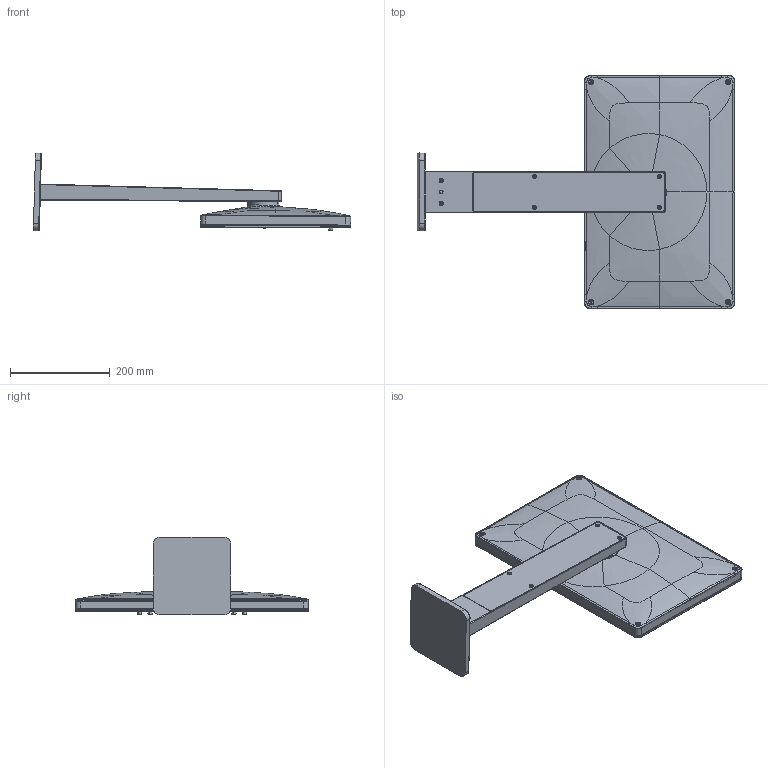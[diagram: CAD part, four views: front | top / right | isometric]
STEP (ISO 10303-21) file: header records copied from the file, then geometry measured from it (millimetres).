
FILE_DESCRIPTION(('CAx-IF Rec.Pracs.---Model Styling and Organization---1.2---2011-12-15','CAx-IF Rec.Pracs.---Geometric and Assembly Validation Properties---4.1---2014-06-16','CAx-IF Rec.Pracs.---PMI Polyline Presentation---2.0---2013-05-24'),'2;1');
FILE_NAME('1000111374_PPR_000.stp','2017-02-07T05:46:34+01:00',(''),(''),'STEP Interface 4.0.1101 by CT CoreTechnologie','3D_Evolution4.0.1101 by CT CoreTechnologie','');
FILE_SCHEMA(('AP203_CONFIGURATION_CONTROLLED_3D_DESIGN_OF_MECHANICAL_PARTS_AND_ASSEMBLIES_MIM_LF'));
Length unit declared in the file: millimetre
Products named in the file (19): P_2 AX KB 460 2jet Wand SoftCube chrom 1000111374_PPR_000_A0; P_2 KB Raindance Space 300X450 2jet nano 1000111378_PPR_000_A0; P_2 Space KB Kartusche 1000106052_PPR_000_A0; P_2 Nippel kompl. 1 Jet RD Space 1000106066_PPR_000_A0; P_2 Gewindenippel 1jet RD Space 1000106057_PPA_000_A0; P_2 Strahleinsatz f黵 1jet 1000106064_PPA_000_A0; P_2 Blech Space kompl. mit Bolzen 1000111885_PPR_000_A0; P_2 Blech Space Nano 300X450 3jet 1000111884_PPA_000_A0; P_2 Abdeckung 3 jet 1000106045_PPA_000_A0; P_2 DG Gehaeuse 300X450 3jet 1000106048_PPA_000_A0; P_2 Verriegelungshuelse für KS-Schaft 1000106040_PPA_000_A0; Senkschraube_Ejot_WN5154_40x10_A2 1000069681_PPA_000_A0; P_2 Strahlkoerper Nano Space KB 1000111883_PPA_000_A0; P_2 Brausearm 2_3jet kpl. KB Space SoftC 1000111375_PPR_000_A0; P_2 Brausearm KB Space 1000106034_PPA_000_A0; Blechschraube DIN7982-ST3,5x9,5-C-H-A2 1000077387_PPA_000_A0; Deckel Gehauese 1000083509_PPA_000_A3; P_2 Wandrosette AXOR Soft Cube 1000111296_PPA_000_A0; Gewindestift DIN914-M5x8-A2 1000003993_PPA_000_A0
Assembly tree (25 placements, depth 4):
  P_2 AX KB 460 2jet Wand SoftCube chrom 1000111374_PPR_000_A0
    P_2 KB Raindance Space 300X450 2jet nano 1000111378_PPR_000_A0
      P_2 Space KB Kartusche 1000106052_PPR_000_A0
      P_2 Nippel kompl. 1 Jet RD Space 1000106066_PPR_000_A0
        P_2 Gewindenippel 1jet RD Space 1000106057_PPA_000_A0
        P_2 Strahleinsatz f黵 1jet 1000106064_PPA_000_A0
      P_2 Blech Space kompl. mit Bolzen 1000111885_PPR_000_A0
        P_2 Blech Space Nano 300X450 3jet 1000111884_PPA_000_A0
      P_2 Abdeckung 3 jet 1000106045_PPA_000_A0
      P_2 DG Gehaeuse 300X450 3jet 1000106048_PPA_000_A0
      P_2 Verriegelungshuelse für KS-Schaft 1000106040_PPA_000_A0
      Senkschraube_Ejot_WN5154_40x10_A2 1000069681_PPA_000_A0  x4
      P_2 Strahlkoerper Nano Space KB 1000111883_PPA_000_A0
    P_2 Brausearm 2_3jet kpl. KB Space SoftC 1000111375_PPR_000_A0
      P_2 Brausearm KB Space 1000106034_PPA_000_A0
      Blechschraube DIN7982-ST3,5x9,5-C-H-A2 1000077387_PPA_000_A0  x4
      Deckel Gehauese 1000083509_PPA_000_A3
      P_2 Wandrosette AXOR Soft Cube 1000111296_PPA_000_A0
      Gewindestift DIN914-M5x8-A2 1000003993_PPA_000_A0  x2
Bounding box: 635.68 x 466.33 x 155.94 mm (x, y, z)
Volume: 6602213.1 mm3; surface area: 1125343.4 mm2
Topology: 20 solids, 20 shells, 2315 faces, 5376 edges, 3133 vertices
Faces by surface type: bspline 1441, cylinder 703, plane 171
Entity records: 100719 total; most frequent: CARTESIAN_POINT 32918, ORIENTED_EDGE 9714, DIRECTION 8984, EDGE_CURVE 4857, AXIS2_PLACEMENT_3D 3497, VERTEX_POINT 2807, CIRCLE 2728, EDGE_LOOP 2644
